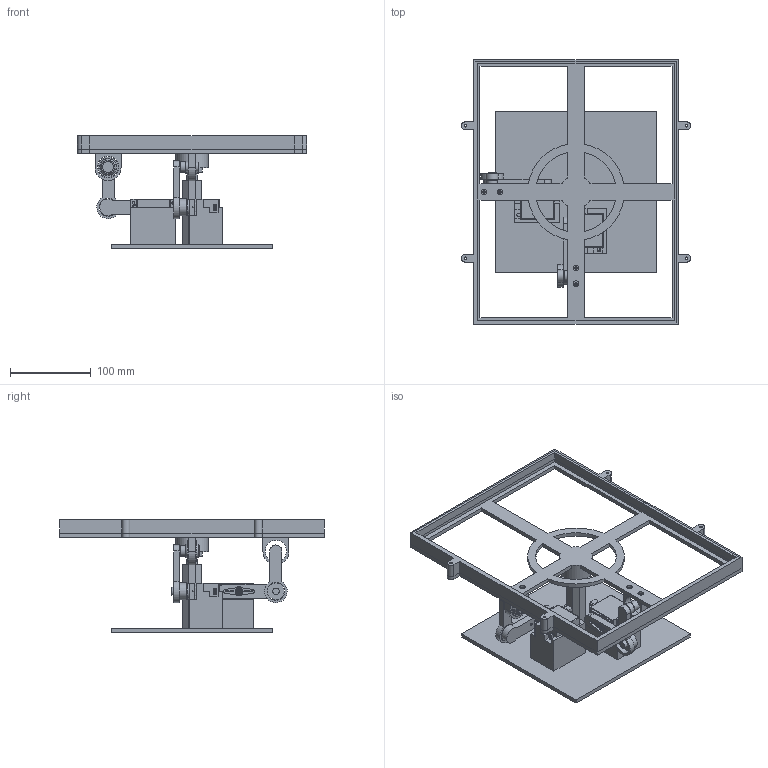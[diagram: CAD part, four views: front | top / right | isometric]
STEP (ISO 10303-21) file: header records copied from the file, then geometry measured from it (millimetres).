
FILE_DESCRIPTION(/* description */ (''),/* implementation_level */ '2;1');
FILE_NAME(/* name */ 'Ball on Plate v52.step',/* time_stamp */ '2024-03-01T14:16:49-04:00',/* author */ (''),/* organization */ (''),/* preprocessor_version */ 'ST-DEVELOPER v20',/* originating_system */ 'Autodesk Translation Framework v12.20.1.177',/* authorisation */ '');
FILE_SCHEMA (('AUTOMOTIVE_DESIGN { 1 0 10303 214 3 1 1 }'));
Length unit declared in the file: millimetre
Products named in the file (6): Ball on Plate; Swivel joint v1; Swivel joint v1 (1); Ball bearing v1; Servo1; Servo gear 1
Assembly tree (7 placements, depth 2):
  Ball on Plate
    Swivel joint v1
    Swivel joint v1 (1)
    Ball bearing v1
    Servo1  x2
    Servo gear 1  x2
Bounding box: 284.12 x 328 x 140 mm (x, y, z)
Volume: 757568.4 mm3; surface area: 300590.9 mm2
Topology: 31 solids, 31 shells, 1602 faces, 4286 edges, 2856 vertices
Faces by surface type: plane 1002, cylinder 377, bspline 176, torus 17, cone 16, sphere 14
Full cylindrical faces by diameter (mm): 1.5 x16, 1.82 x6, 2.629 x30, 2.9 x32, 3 x28, 3.2 x2, 6 x2, 6.8 x2, 7 x4, 8 x1, 8.2 x2, 9 x2, 9.2 x1, 9.4 x3, 10 x1, 10.84 x2, 11.85 x2, 12 x2, 12.1 x1, 13.154 x2, 13.17 x2, 13.356 x3, 14 x1, 16.846 x2, 17.098 x2, 18.564 x2, 22 x2, 22.42 x1, 22.5 x1, 26 x2
Entity records: 39881 total; most frequent: CARTESIAN_POINT 14064, ORIENTED_EDGE 5410, DIRECTION 4979, EDGE_CURVE 2705, VERTEX_POINT 1812, LINE 1745, VECTOR 1745, AXIS2_PLACEMENT_3D 1617
